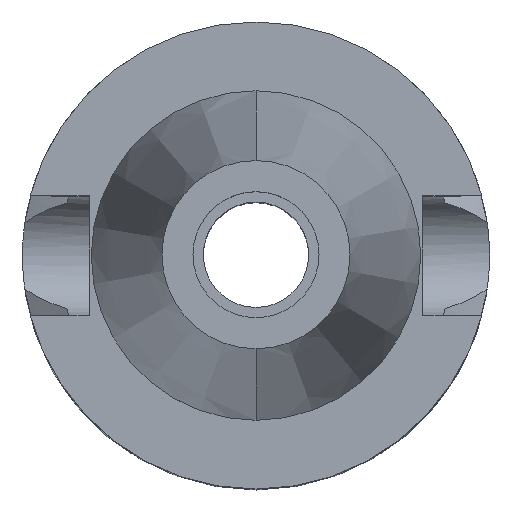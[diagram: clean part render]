
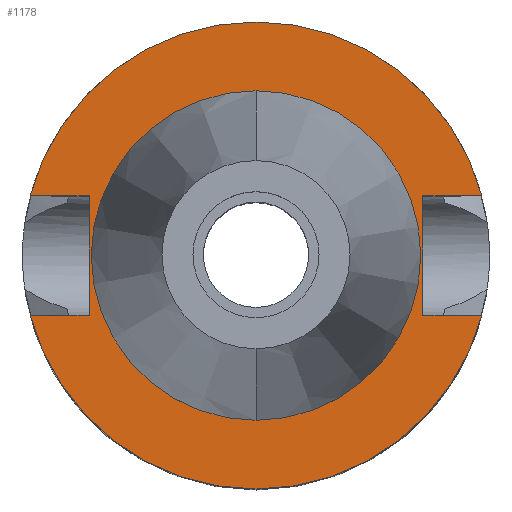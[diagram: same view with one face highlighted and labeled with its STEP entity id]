
A CAD part, top view. The second image highlights one B-rep face of the part: STEP entity #1178.
In plain terms, the highlighted planar face has unit normal (0, 0, 1).
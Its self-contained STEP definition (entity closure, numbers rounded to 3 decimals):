
#94=DIRECTION('',(0.,1.,0.));
#95=VECTOR('',#94,16.1);
#96=CARTESIAN_POINT('',(-22.5,-8.05,-1.));
#97=LINE('',#96,#95);
#101=DIRECTION('',(-1.,0.,0.));
#102=VECTOR('',#101,7.954);
#103=CARTESIAN_POINT('',(-22.5,8.05,-1.));
#104=LINE('',#103,#102);
#108=CARTESIAN_POINT('',(0.,0.,-1.));
#109=DIRECTION('',(0.,0.,-1.));
#110=DIRECTION('',(-0.967,0.256,0.));
#111=AXIS2_PLACEMENT_3D('',#108,#109,#110);
#116=CARTESIAN_POINT('',(0.,0.,-1.));
#117=DIRECTION('',(0.,0.,-1.));
#118=DIRECTION('',(0.,1.,0.));
#119=AXIS2_PLACEMENT_3D('',#116,#117,#118);
#124=DIRECTION('',(0.,-1.,0.));
#125=VECTOR('',#124,16.1);
#126=CARTESIAN_POINT('',(22.5,8.05,-1.));
#127=LINE('',#126,#125);
#131=DIRECTION('',(1.,0.,0.));
#132=VECTOR('',#131,7.954);
#133=CARTESIAN_POINT('',(22.5,-8.05,-1.));
#134=LINE('',#133,#132);
#138=CARTESIAN_POINT('',(0.,0.,-1.));
#139=DIRECTION('',(0.,0.,-1.));
#140=DIRECTION('',(0.967,-0.256,0.));
#141=AXIS2_PLACEMENT_3D('',#138,#139,#140);
#146=CARTESIAN_POINT('',(0.,0.,-1.));
#147=DIRECTION('',(0.,0.,-1.));
#148=DIRECTION('',(0.,-1.,0.));
#149=AXIS2_PLACEMENT_3D('',#146,#147,#148);
#154=CARTESIAN_POINT('',(0.,0.,-1.));
#155=DIRECTION('',(0.,0.,1.));
#156=DIRECTION('',(0.,1.,0.));
#157=AXIS2_PLACEMENT_3D('',#154,#155,#156);
#162=CARTESIAN_POINT('',(0.,0.,-1.));
#163=DIRECTION('',(0.,0.,1.));
#164=DIRECTION('',(0.,-1.,0.));
#165=AXIS2_PLACEMENT_3D('',#162,#163,#164);
#200=DIRECTION('',(-1.,0.,0.));
#201=VECTOR('',#200,7.954);
#202=CARTESIAN_POINT('',(-22.5,-8.05,-1.));
#203=LINE('',#202,#201);
#337=DIRECTION('',(1.,0.,0.));
#338=VECTOR('',#337,7.954);
#339=CARTESIAN_POINT('',(22.5,8.05,-1.));
#340=LINE('',#339,#338);
#1029=CARTESIAN_POINT('',(-22.5,-8.05,-1.));
#1030=VERTEX_POINT('',#1029);
#1031=CARTESIAN_POINT('',(-30.454,-8.05,-1.));
#1032=VERTEX_POINT('',#1031);
#1035=CARTESIAN_POINT('',(-22.5,8.05,-1.));
#1036=VERTEX_POINT('',#1035);
#1037=CARTESIAN_POINT('',(-30.454,8.05,-1.));
#1038=VERTEX_POINT('',#1037);
#1039=CARTESIAN_POINT('',(0.,31.5,-1.));
#1040=CARTESIAN_POINT('',(30.454,8.05,-1.));
#1041=VERTEX_POINT('',#1039);
#1042=VERTEX_POINT('',#1040);
#1043=CARTESIAN_POINT('',(22.5,8.05,-1.));
#1044=VERTEX_POINT('',#1043);
#1045=CARTESIAN_POINT('',(22.5,-8.05,-1.));
#1046=VERTEX_POINT('',#1045);
#1047=CARTESIAN_POINT('',(30.454,-8.05,-1.));
#1048=VERTEX_POINT('',#1047);
#1049=CARTESIAN_POINT('',(0.,-31.5,-1.));
#1050=VERTEX_POINT('',#1049);
#1051=CARTESIAN_POINT('',(0.,22.225,-1.));
#1052=CARTESIAN_POINT('',(0.,-22.225,-1.));
#1053=VERTEX_POINT('',#1051);
#1054=VERTEX_POINT('',#1052);
#1147=CARTESIAN_POINT('',(0.,0.,-1.));
#1148=DIRECTION('',(0.,0.,-1.));
#1149=DIRECTION('',(0.,-1.,0.));
#1150=AXIS2_PLACEMENT_3D('',#1147,#1148,#1149);
#1151=PLANE('',#1150);
#1153=ORIENTED_EDGE('',*,*,#1152,.T.);
#1155=ORIENTED_EDGE('',*,*,#1154,.T.);
#1157=ORIENTED_EDGE('',*,*,#1156,.T.);
#1159=ORIENTED_EDGE('',*,*,#1158,.T.);
#1161=ORIENTED_EDGE('',*,*,#1160,.F.);
#1163=ORIENTED_EDGE('',*,*,#1162,.T.);
#1165=ORIENTED_EDGE('',*,*,#1164,.T.);
#1167=ORIENTED_EDGE('',*,*,#1166,.T.);
#1169=ORIENTED_EDGE('',*,*,#1168,.T.);
#1171=ORIENTED_EDGE('',*,*,#1170,.F.);
#1172=EDGE_LOOP('',(#1153,#1155,#1157,#1159,#1161,#1163,#1165,#1167,#1169,
#1171));
#1173=FACE_OUTER_BOUND('',#1172,.F.);
#1174=ORIENTED_EDGE('',*,*,#1142,.T.);
#1175=ORIENTED_EDGE('',*,*,#1126,.T.);
#1176=EDGE_LOOP('',(#1174,#1175));
#1177=FACE_BOUND('',#1176,.F.);
#112=CIRCLE('',#111,31.5);
#120=CIRCLE('',#119,31.5);
#142=CIRCLE('',#141,31.5);
#150=CIRCLE('',#149,31.5);
#158=CIRCLE('',#157,22.225);
#166=CIRCLE('',#165,22.225);
#1126=EDGE_CURVE('',#1054,#1053,#166,.T.);
#1142=EDGE_CURVE('',#1053,#1054,#158,.T.);
#1152=EDGE_CURVE('',#1030,#1036,#97,.T.);
#1154=EDGE_CURVE('',#1036,#1038,#104,.T.);
#1156=EDGE_CURVE('',#1038,#1041,#112,.T.);
#1158=EDGE_CURVE('',#1041,#1042,#120,.T.);
#1160=EDGE_CURVE('',#1044,#1042,#340,.T.);
#1162=EDGE_CURVE('',#1044,#1046,#127,.T.);
#1164=EDGE_CURVE('',#1046,#1048,#134,.T.);
#1166=EDGE_CURVE('',#1048,#1050,#142,.T.);
#1168=EDGE_CURVE('',#1050,#1032,#150,.T.);
#1170=EDGE_CURVE('',#1030,#1032,#203,.T.);
#1178=ADVANCED_FACE('',(#1173,#1177),#1151,.F.);
